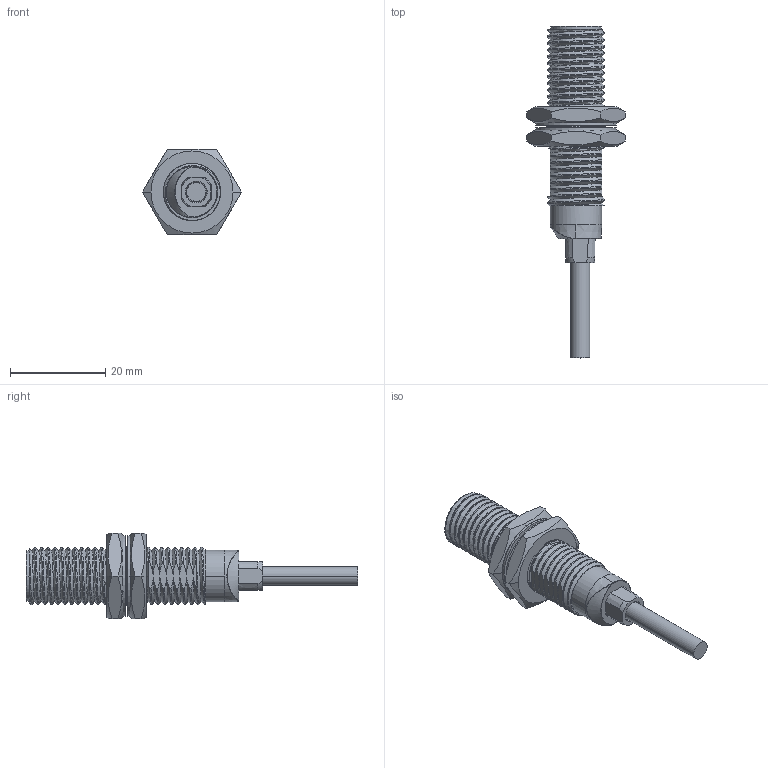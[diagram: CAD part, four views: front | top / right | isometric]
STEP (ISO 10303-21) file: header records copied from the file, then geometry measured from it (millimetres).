
FILE_DESCRIPTION((''),'2;1');
FILE_NAME('PRT0008','2022-03-23T',('EDY'),(''),'CREO PARAMETRIC BY PTC INC, 2018070','CREO PARAMETRIC BY PTC INC, 2018070','');
FILE_SCHEMA(('CONFIG_CONTROL_DESIGN'));
Length unit declared in the file: millimetre
Products named in the file (1): PRT0008
Bounding box: 20.78 x 69.7 x 18 mm (x, y, z)
Volume: 667.4 mm3; surface area: 6991 mm2
Topology: 6 solids, 7 shells, 771 faces, 2102 edges, 1332 vertices
Faces by surface type: plane 508, cylinder 155, cone 50, bspline 41, torus 15, sphere 2
Entity records: 34872 total; most frequent: CARTESIAN_POINT 16153, ORIENTED_EDGE 4202, DIRECTION 3427, EDGE_CURVE 2101, VERTEX_POINT 1333, VECTOR 1277, LINE 1277, AXIS2_PLACEMENT_3D 1075
